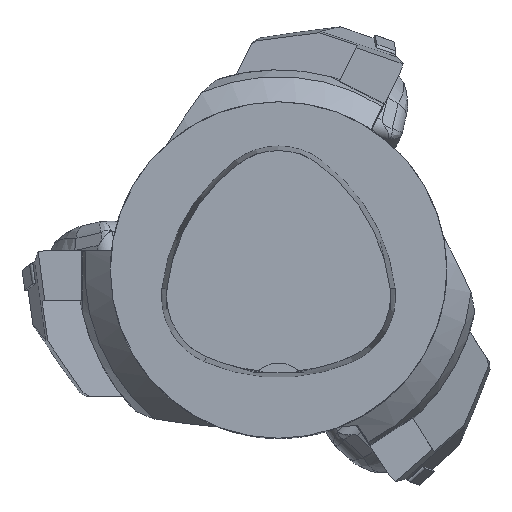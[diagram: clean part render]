
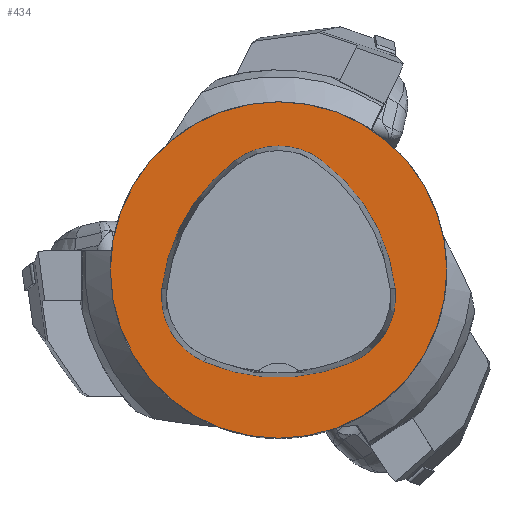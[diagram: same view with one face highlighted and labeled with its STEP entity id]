
A CAD part, top view. The second image highlights one B-rep face of the part: STEP entity #434.
In plain terms, the highlighted planar face has unit normal (0, 0, 1).
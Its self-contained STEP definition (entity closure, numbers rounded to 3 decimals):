
#180=PLANE('',#2427);
#434=ADVANCED_FACE('',(#615,#616),#180,.T.);
#563=CIRCLE('',#2393,40.);
#567=CIRCLE('',#2405,44.);
#569=CIRCLE('',#2408,17.);
#571=CIRCLE('',#2411,44.);
#573=CIRCLE('',#2414,17.);
#577=CIRCLE('',#2419,44.);
#579=CIRCLE('',#2422,17.);
#615=FACE_BOUND('',#646,.T.);
#616=FACE_BOUND('',#647,.T.);
#646=EDGE_LOOP('',(#862,#863,#864,#865,#866,#867));
#647=EDGE_LOOP('',(#868));
#862=ORIENTED_EDGE('',*,*,#1669,.T.);
#863=ORIENTED_EDGE('',*,*,#1649,.T.);
#864=ORIENTED_EDGE('',*,*,#1653,.T.);
#865=ORIENTED_EDGE('',*,*,#1656,.T.);
#866=ORIENTED_EDGE('',*,*,#1659,.T.);
#867=ORIENTED_EDGE('',*,*,#1667,.T.);
#868=ORIENTED_EDGE('',*,*,#1633,.F.);
#1426=VERTEX_POINT('',#3216);
#1442=VERTEX_POINT('',#3249);
#1443=VERTEX_POINT('',#3250);
#1446=VERTEX_POINT('',#3258);
#1448=VERTEX_POINT('',#3264);
#1450=VERTEX_POINT('',#3270);
#1457=VERTEX_POINT('',#3291);
#1633=EDGE_CURVE('',#1426,#1426,#563,.T.);
#1649=EDGE_CURVE('',#1442,#1443,#567,.T.);
#1653=EDGE_CURVE('',#1443,#1446,#569,.T.);
#1656=EDGE_CURVE('',#1446,#1448,#571,.T.);
#1659=EDGE_CURVE('',#1448,#1450,#573,.T.);
#1667=EDGE_CURVE('',#1450,#1457,#577,.T.);
#1669=EDGE_CURVE('',#1457,#1442,#579,.T.);
#2393=AXIS2_PLACEMENT_3D('',#3215,#2619,#2620);
#2405=AXIS2_PLACEMENT_3D('',#3248,#2648,#2649);
#2408=AXIS2_PLACEMENT_3D('',#3257,#2656,#2657);
#2411=AXIS2_PLACEMENT_3D('',#3263,#2663,#2664);
#2414=AXIS2_PLACEMENT_3D('',#3269,#2670,#2671);
#2419=AXIS2_PLACEMENT_3D('',#3292,#2682,#2683);
#2422=AXIS2_PLACEMENT_3D('',#3295,#2688,#2689);
#2427=AXIS2_PLACEMENT_3D('',#3300,#2698,#2699);
#2619=DIRECTION('',(0.,0.,-1.));
#2620=DIRECTION('',(-1.,0.,0.));
#2648=DIRECTION('',(0.,0.,-1.));
#2649=DIRECTION('',(-1.,0.,0.));
#2656=DIRECTION('',(0.,0.,-1.));
#2657=DIRECTION('',(-1.,0.,0.));
#2663=DIRECTION('',(0.,0.,-1.));
#2664=DIRECTION('',(-1.,0.,0.));
#2670=DIRECTION('',(0.,0.,-1.));
#2671=DIRECTION('',(-1.,0.,0.));
#2682=DIRECTION('',(0.,0.,-1.));
#2683=DIRECTION('',(-1.,0.,0.));
#2688=DIRECTION('',(0.,0.,-1.));
#2689=DIRECTION('',(-1.,0.,0.));
#2698=DIRECTION('',(0.,0.,1.));
#2699=DIRECTION('',(1.,0.,0.));
#3215=CARTESIAN_POINT('',(0.,0.,0.));
#3216=CARTESIAN_POINT('',(-40.,0.,0.));
#3248=CARTESIAN_POINT('',(16.01,-9.224,0.));
#3249=CARTESIAN_POINT('',(-27.722,-4.378,0.));
#3250=CARTESIAN_POINT('',(-10.119,26.178,0.));
#3257=CARTESIAN_POINT('',(-0.023,12.5,0.));
#3258=CARTESIAN_POINT('',(10.049,26.194,0.));
#3263=CARTESIAN_POINT('',(-16.021,-9.25,0.));
#3264=CARTESIAN_POINT('',(27.71,-4.394,0.));
#3269=CARTESIAN_POINT('',(10.814,-6.27,0.));
#3270=CARTESIAN_POINT('',(17.611,-21.852,0.));
#3291=CARTESIAN_POINT('',(-17.652,-21.819,0.));
#3292=CARTESIAN_POINT('',(0.017,18.477,0.));
#3295=CARTESIAN_POINT('',(-10.825,-6.25,0.));
#3300=CARTESIAN_POINT('',(0.,0.,0.));
